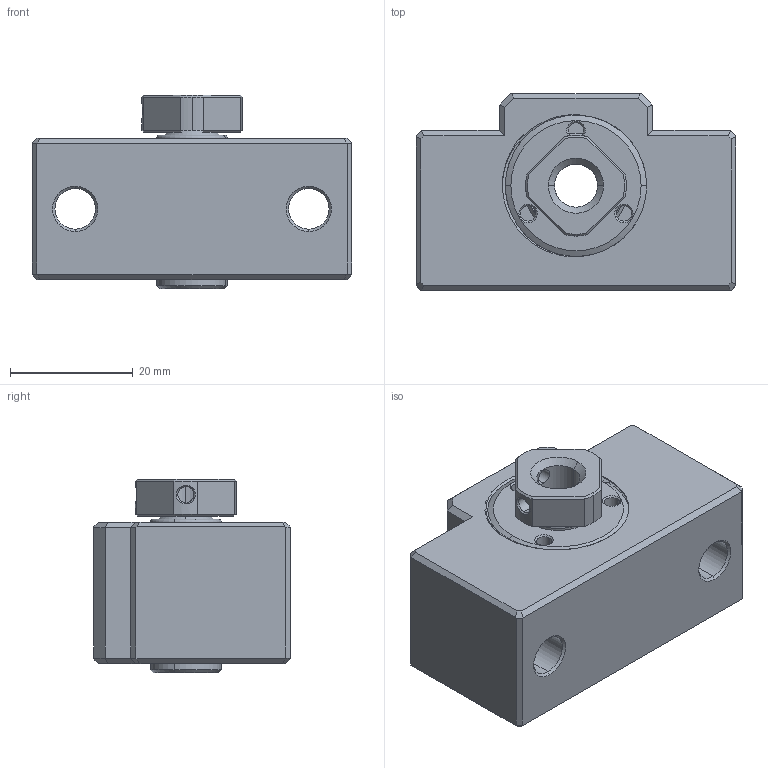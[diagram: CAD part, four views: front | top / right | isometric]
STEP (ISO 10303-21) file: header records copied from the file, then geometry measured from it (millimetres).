
FILE_DESCRIPTION(/* description */ ('Alibre Inc.'),/* implementation_level */ '2;1');
FILE_NAME(/* name */ 'export-D033058A-F316-48AE-9B5D-3ED1640B2158',/* time_stamp */ '2024-05-30T10:36:24+02:00',/* author */ (''),/* organization */ (''),/* preprocessor_version */ 'ST-DEVELOPER v17',/* originating_system */ 'Alibre',/* authorisation */ '');
FILE_SCHEMA (('AUTOMOTIVE_DESIGN'));
Length unit declared in the file: millimetre
Products named in the file (1): EK08²Õ¦X
Bounding box: 52 x 32 x 31.5 mm (x, y, z)
Surface area: 10104.4 mm2 (no closed solid volume)
Topology: 0 solids, 7 shells, 166 faces, 417 edges, 260 vertices
Faces by surface type: plane 64, cylinder 54, cone 35, torus 8, bspline 5
Entity records: 5756 total; most frequent: CARTESIAN_POINT 1910, ORIENTED_EDGE 766, DIRECTION 746, EDGE_CURVE 417, AXIS2_PLACEMENT_3D 301, VERTEX_POINT 260, VECTOR 216, LINE 216
